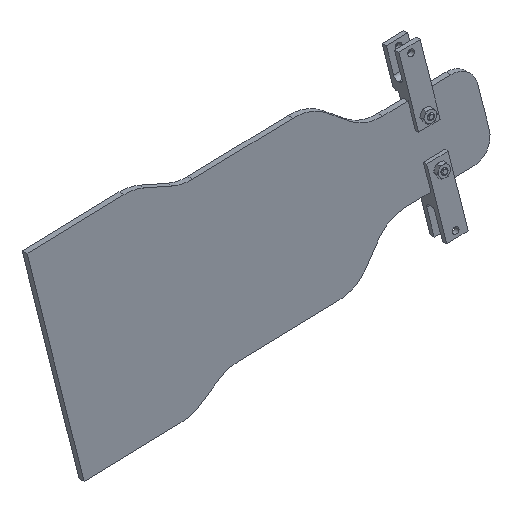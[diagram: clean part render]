
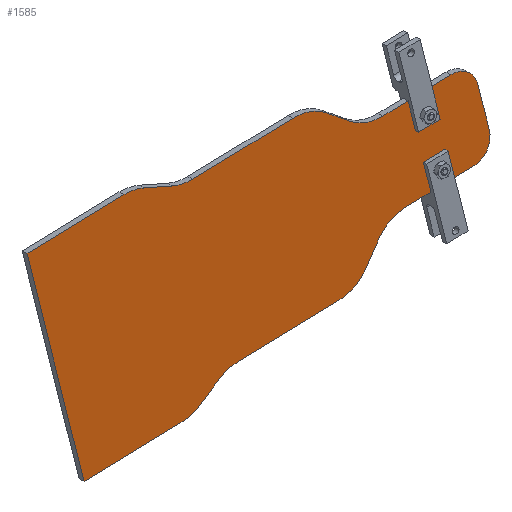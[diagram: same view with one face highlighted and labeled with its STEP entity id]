
A CAD part, left-side view. The second image highlights one B-rep face of the part: STEP entity #1585.
In plain terms, the highlighted face is planar.
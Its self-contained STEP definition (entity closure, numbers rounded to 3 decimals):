
#126=FACE_BOUND('',#305,.T.);
#127=FACE_BOUND('',#306,.T.);
#152=PLANE('',#1801);
#211=FACE_OUTER_BOUND('',#304,.T.);
#304=EDGE_LOOP('',(#1197,#1198,#1199,#1200,#1201,#1202,#1203,#1204,#1205,
#1206,#1207,#1208,#1209,#1210,#1211,#1212,#1213,#1214,#1215,#1216,#1217,
#1218));
#305=EDGE_LOOP('',(#1219));
#306=EDGE_LOOP('',(#1220));
#387=LINE('',#2428,#502);
#390=LINE('',#2434,#505);
#394=LINE('',#2446,#509);
#398=LINE('',#2458,#513);
#402=LINE('',#2470,#517);
#406=LINE('',#2482,#521);
#410=LINE('',#2494,#525);
#414=LINE('',#2506,#529);
#418=LINE('',#2518,#533);
#422=LINE('',#2530,#537);
#426=LINE('',#2542,#541);
#430=LINE('',#2552,#545);
#502=VECTOR('',#1954,10.);
#505=VECTOR('',#1959,10.);
#509=VECTOR('',#1971,10.);
#513=VECTOR('',#1983,10.);
#517=VECTOR('',#1995,10.);
#521=VECTOR('',#2007,10.);
#525=VECTOR('',#2019,10.);
#529=VECTOR('',#2031,10.);
#533=VECTOR('',#2043,10.);
#537=VECTOR('',#2055,10.);
#541=VECTOR('',#2067,10.);
#545=VECTOR('',#2079,10.);
#615=CIRCLE('',#1753,1.5);
#618=CIRCLE('',#1757,1.5);
#620=CIRCLE('',#1762,20.);
#622=CIRCLE('',#1766,20.);
#624=CIRCLE('',#1770,20.);
#626=CIRCLE('',#1774,20.);
#628=CIRCLE('',#1778,10.);
#630=CIRCLE('',#1782,10.);
#632=CIRCLE('',#1786,20.);
#634=CIRCLE('',#1790,20.);
#636=CIRCLE('',#1794,20.);
#638=CIRCLE('',#1798,20.);
#691=VERTEX_POINT('',#2410);
#694=VERTEX_POINT('',#2418);
#697=VERTEX_POINT('',#2425);
#698=VERTEX_POINT('',#2427);
#700=VERTEX_POINT('',#2433);
#702=VERTEX_POINT('',#2439);
#704=VERTEX_POINT('',#2445);
#706=VERTEX_POINT('',#2451);
#708=VERTEX_POINT('',#2457);
#710=VERTEX_POINT('',#2463);
#712=VERTEX_POINT('',#2469);
#714=VERTEX_POINT('',#2475);
#716=VERTEX_POINT('',#2481);
#718=VERTEX_POINT('',#2487);
#720=VERTEX_POINT('',#2493);
#722=VERTEX_POINT('',#2499);
#724=VERTEX_POINT('',#2505);
#726=VERTEX_POINT('',#2511);
#728=VERTEX_POINT('',#2517);
#730=VERTEX_POINT('',#2523);
#732=VERTEX_POINT('',#2529);
#734=VERTEX_POINT('',#2535);
#736=VERTEX_POINT('',#2541);
#738=VERTEX_POINT('',#2547);
#843=EDGE_CURVE('',#691,#691,#615,.T.);
#847=EDGE_CURVE('',#694,#694,#618,.T.);
#850=EDGE_CURVE('',#698,#697,#387,.T.);
#853=EDGE_CURVE('',#700,#698,#390,.T.);
#856=EDGE_CURVE('',#702,#700,#620,.T.);
#859=EDGE_CURVE('',#704,#702,#394,.T.);
#862=EDGE_CURVE('',#706,#704,#622,.T.);
#865=EDGE_CURVE('',#708,#706,#398,.T.);
#868=EDGE_CURVE('',#710,#708,#624,.T.);
#871=EDGE_CURVE('',#712,#710,#402,.T.);
#874=EDGE_CURVE('',#714,#712,#626,.T.);
#877=EDGE_CURVE('',#716,#714,#406,.T.);
#880=EDGE_CURVE('',#718,#716,#628,.T.);
#883=EDGE_CURVE('',#720,#718,#410,.T.);
#886=EDGE_CURVE('',#722,#720,#630,.T.);
#889=EDGE_CURVE('',#724,#722,#414,.T.);
#892=EDGE_CURVE('',#726,#724,#632,.T.);
#895=EDGE_CURVE('',#728,#726,#418,.T.);
#898=EDGE_CURVE('',#730,#728,#634,.T.);
#901=EDGE_CURVE('',#732,#730,#422,.T.);
#904=EDGE_CURVE('',#734,#732,#636,.T.);
#907=EDGE_CURVE('',#736,#734,#426,.T.);
#910=EDGE_CURVE('',#738,#736,#638,.T.);
#913=EDGE_CURVE('',#697,#738,#430,.T.);
#1197=ORIENTED_EDGE('',*,*,#913,.T.);
#1198=ORIENTED_EDGE('',*,*,#910,.T.);
#1199=ORIENTED_EDGE('',*,*,#907,.T.);
#1200=ORIENTED_EDGE('',*,*,#904,.T.);
#1201=ORIENTED_EDGE('',*,*,#901,.T.);
#1202=ORIENTED_EDGE('',*,*,#898,.T.);
#1203=ORIENTED_EDGE('',*,*,#895,.T.);
#1204=ORIENTED_EDGE('',*,*,#892,.T.);
#1205=ORIENTED_EDGE('',*,*,#889,.T.);
#1206=ORIENTED_EDGE('',*,*,#886,.T.);
#1207=ORIENTED_EDGE('',*,*,#883,.T.);
#1208=ORIENTED_EDGE('',*,*,#880,.T.);
#1209=ORIENTED_EDGE('',*,*,#877,.T.);
#1210=ORIENTED_EDGE('',*,*,#874,.T.);
#1211=ORIENTED_EDGE('',*,*,#871,.T.);
#1212=ORIENTED_EDGE('',*,*,#868,.T.);
#1213=ORIENTED_EDGE('',*,*,#865,.T.);
#1214=ORIENTED_EDGE('',*,*,#862,.T.);
#1215=ORIENTED_EDGE('',*,*,#859,.T.);
#1216=ORIENTED_EDGE('',*,*,#856,.T.);
#1217=ORIENTED_EDGE('',*,*,#853,.T.);
#1218=ORIENTED_EDGE('',*,*,#850,.T.);
#1219=ORIENTED_EDGE('',*,*,#843,.T.);
#1220=ORIENTED_EDGE('',*,*,#847,.T.);
#1585=ADVANCED_FACE('',(#211,#126,#127),#152,.F.);
#1753=AXIS2_PLACEMENT_3D('',#2412,#1939,#1940);
#1757=AXIS2_PLACEMENT_3D('',#2420,#1948,#1949);
#1762=AXIS2_PLACEMENT_3D('',#2440,#1965,#1966);
#1766=AXIS2_PLACEMENT_3D('',#2452,#1977,#1978);
#1770=AXIS2_PLACEMENT_3D('',#2464,#1989,#1990);
#1774=AXIS2_PLACEMENT_3D('',#2476,#2001,#2002);
#1778=AXIS2_PLACEMENT_3D('',#2488,#2013,#2014);
#1782=AXIS2_PLACEMENT_3D('',#2500,#2025,#2026);
#1786=AXIS2_PLACEMENT_3D('',#2512,#2037,#2038);
#1790=AXIS2_PLACEMENT_3D('',#2524,#2049,#2050);
#1794=AXIS2_PLACEMENT_3D('',#2536,#2061,#2062);
#1798=AXIS2_PLACEMENT_3D('',#2548,#2073,#2074);
#1801=AXIS2_PLACEMENT_3D('',#2554,#2082,#2083);
#1939=DIRECTION('center_axis',(0.,1.,0.));
#1940=DIRECTION('ref_axis',(1.,0.,0.));
#1948=DIRECTION('center_axis',(0.,1.,0.));
#1949=DIRECTION('ref_axis',(1.,0.,0.));
#1954=DIRECTION('',(1.,0.,0.));
#1959=DIRECTION('',(0.,0.,-1.));
#1965=DIRECTION('center_axis',(0.,-1.,0.));
#1966=DIRECTION('ref_axis',(-1.,0.,0.));
#1971=DIRECTION('',(-0.447,0.,-0.894));
#1977=DIRECTION('center_axis',(0.,1.,0.));
#1978=DIRECTION('ref_axis',(-1.,0.,0.));
#1983=DIRECTION('',(0.,0.,-1.));
#1989=DIRECTION('center_axis',(0.,-1.,0.));
#1990=DIRECTION('ref_axis',(-1.,0.,0.));
#1995=DIRECTION('',(-0.707,0.,-0.707));
#2001=DIRECTION('center_axis',(0.,1.,0.));
#2002=DIRECTION('ref_axis',(-1.,0.,0.));
#2007=DIRECTION('',(0.,0.,-1.));
#2013=DIRECTION('center_axis',(0.,-1.,0.));
#2014=DIRECTION('ref_axis',(-1.,0.,0.));
#2019=DIRECTION('',(-1.,0.,0.));
#2025=DIRECTION('center_axis',(0.,-1.,0.));
#2026=DIRECTION('ref_axis',(0.,0.,1.));
#2031=DIRECTION('',(0.,0.,1.));
#2037=DIRECTION('center_axis',(0.,1.,0.));
#2038=DIRECTION('ref_axis',(0.707,0.,0.707));
#2043=DIRECTION('',(-0.707,0.,0.707));
#2049=DIRECTION('center_axis',(0.,-1.,0.));
#2050=DIRECTION('ref_axis',(0.707,0.,0.707));
#2055=DIRECTION('',(0.,0.,1.));
#2061=DIRECTION('center_axis',(0.,1.,0.));
#2062=DIRECTION('ref_axis',(0.894,0.,0.447));
#2067=DIRECTION('',(-0.447,0.,0.894));
#2073=DIRECTION('center_axis',(0.,-1.,0.));
#2074=DIRECTION('ref_axis',(0.894,0.,0.447));
#2079=DIRECTION('',(0.,0.,1.));
#2082=DIRECTION('center_axis',(0.,1.,0.));
#2083=DIRECTION('ref_axis',(0.,0.,1.));
#2410=CARTESIAN_POINT('',(36.5,-3.,-25.));
#2412=CARTESIAN_POINT('Origin',(38.,-3.,-25.));
#2418=CARTESIAN_POINT('',(60.5,-3.,-25.));
#2420=CARTESIAN_POINT('Origin',(62.,-3.,-25.));
#2425=CARTESIAN_POINT('',(100.,-3.,-200.));
#2427=CARTESIAN_POINT('',(0.,-3.,-200.));
#2428=CARTESIAN_POINT('',(100.,-3.,-200.));
#2433=CARTESIAN_POINT('',(0.,-3.,-154.721));
#2434=CARTESIAN_POINT('',(0.,-3.,-200.));
#2439=CARTESIAN_POINT('',(2.111,-3.,-145.777));
#2440=CARTESIAN_POINT('Origin',(20.,-3.,-154.721));
#2445=CARTESIAN_POINT('',(7.889,-3.,-134.223));
#2446=CARTESIAN_POINT('',(2.111,-3.,-145.777));
#2451=CARTESIAN_POINT('',(10.,-3.,-125.279));
#2452=CARTESIAN_POINT('Origin',(-10.,-3.,-125.279));
#2457=CARTESIAN_POINT('',(10.,-3.,-78.284));
#2458=CARTESIAN_POINT('',(10.,-3.,-125.279));
#2463=CARTESIAN_POINT('',(15.858,-3.,-64.142));
#2464=CARTESIAN_POINT('Origin',(30.,-3.,-78.284));
#2469=CARTESIAN_POINT('',(24.142,-3.,-55.858));
#2470=CARTESIAN_POINT('',(15.858,-3.,-64.142));
#2475=CARTESIAN_POINT('',(30.,-3.,-41.716));
#2476=CARTESIAN_POINT('Origin',(10.,-3.,-41.716));
#2481=CARTESIAN_POINT('',(30.,-3.,-10.));
#2482=CARTESIAN_POINT('',(30.,-3.,-41.716));
#2487=CARTESIAN_POINT('',(40.,-3.,0.));
#2488=CARTESIAN_POINT('Origin',(40.,-3.,-10.));
#2493=CARTESIAN_POINT('',(60.,-3.,0.));
#2494=CARTESIAN_POINT('',(40.,-3.,0.));
#2499=CARTESIAN_POINT('',(70.,-3.,-10.));
#2500=CARTESIAN_POINT('Origin',(60.,-3.,-10.));
#2505=CARTESIAN_POINT('',(70.,-3.,-41.716));
#2506=CARTESIAN_POINT('',(70.,-3.,-10.));
#2511=CARTESIAN_POINT('',(75.858,-3.,-55.858));
#2512=CARTESIAN_POINT('Origin',(90.,-3.,-41.716));
#2517=CARTESIAN_POINT('',(84.142,-3.,-64.142));
#2518=CARTESIAN_POINT('',(75.858,-3.,-55.858));
#2523=CARTESIAN_POINT('',(90.,-3.,-78.284));
#2524=CARTESIAN_POINT('Origin',(70.,-3.,-78.284));
#2529=CARTESIAN_POINT('',(90.,-3.,-125.279));
#2530=CARTESIAN_POINT('',(90.,-3.,-78.284));
#2535=CARTESIAN_POINT('',(92.111,-3.,-134.223));
#2536=CARTESIAN_POINT('Origin',(110.,-3.,-125.279));
#2541=CARTESIAN_POINT('',(97.889,-3.,-145.777));
#2542=CARTESIAN_POINT('',(92.111,-3.,-134.223));
#2547=CARTESIAN_POINT('',(100.,-3.,-154.721));
#2548=CARTESIAN_POINT('Origin',(80.,-3.,-154.721));
#2552=CARTESIAN_POINT('',(100.,-3.,-154.721));
#2554=CARTESIAN_POINT('Origin',(50.,-3.,-100.));
